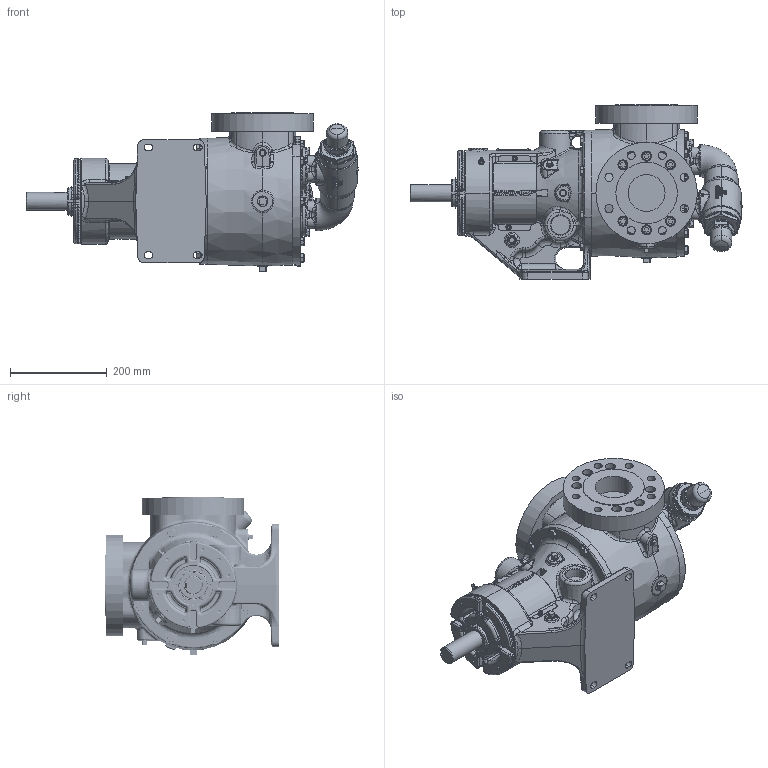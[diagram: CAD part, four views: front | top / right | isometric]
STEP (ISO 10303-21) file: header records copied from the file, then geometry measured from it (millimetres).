
FILE_DESCRIPTION (( 'STEP AP214' ), '1' );
FILE_NAME ('LV-4562.STEP', '2024-04-17T13:01:17', ( '' ), ( '' ), 'SwSTEP 2.0', 'SolidWorks 2022', '' );
FILE_SCHEMA (( 'AUTOMOTIVE_DESIGN' ));
Length unit declared in the file: inch
Products named in the file (1): LV-4562
Bounding box: 686.02 x 360.36 x 326.71 mm (x, y, z)
Volume: 21457727 mm3; surface area: 1046543 mm2
Topology: 1 solids, 13 shells, 5516 faces, 14128 edges, 8793 vertices
Faces by surface type: plane 1776, bspline 1745, cylinder 1041, cone 714, torus 156, sphere 84
Entity records: 324341 total; most frequent: CARTESIAN_POINT 133045, ORIENTED_EDGE 27958, DIRECTION 20294, EDGE_CURVE 13979, VERTEX_POINT 8786, AXIS2_PLACEMENT_3D 7570, EDGE_LOOP 5893, UNCERTAINTY_MEASURE_WITH_UNIT 5519
